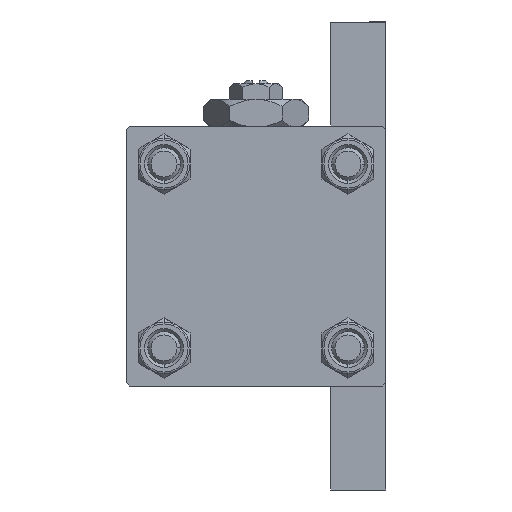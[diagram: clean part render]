
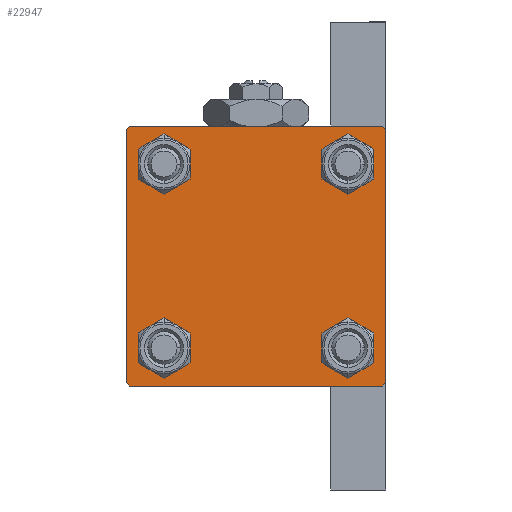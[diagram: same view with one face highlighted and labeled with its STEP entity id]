
A CAD part, left-side view. The second image highlights one B-rep face of the part: STEP entity #22947.
In plain terms, the highlighted planar face has unit normal (-1, 0, 0).
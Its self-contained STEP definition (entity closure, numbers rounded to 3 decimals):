
#68 = CARTESIAN_POINT ( 'NONE',  ( 0., 14.15, 11.15 ) ) ;
#191 = AXIS2_PLACEMENT_3D ( 'NONE', #22425, #45671, #45425 ) ;
#531 = CARTESIAN_POINT ( 'NONE',  ( 0., 20., 19.5 ) ) ;
#1252 = DIRECTION ( 'NONE',  ( 0., -0.707, -0.707 ) ) ;
#1463 = CARTESIAN_POINT ( 'NONE',  ( 0., -14.15, -14.15 ) ) ;
#1763 = VECTOR ( 'NONE', #3340, 1000. ) ;
#2386 = ORIENTED_EDGE ( 'NONE', *, *, #34223, .T. ) ;
#2625 = CIRCLE ( 'NONE', #191, 3. ) ;
#2844 = LINE ( 'NONE', #29814, #1763 ) ;
#3123 = VERTEX_POINT ( 'NONE', #531 ) ;
#3340 = DIRECTION ( 'NONE',  ( 0., -0.707, 0.707 ) ) ;
#3547 = DIRECTION ( 'NONE',  ( 0., 0.707, 0.707 ) ) ;
#5214 = CIRCLE ( 'NONE', #39516, 3. ) ;
#5221 = CARTESIAN_POINT ( 'NONE',  ( 0., 0., 0. ) ) ;
#5629 = DIRECTION ( 'NONE',  ( 0., 0., 1. ) ) ;
#5711 = CARTESIAN_POINT ( 'NONE',  ( 0., 14.15, 17.15 ) ) ;
#5774 = DIRECTION ( 'NONE',  ( 0., 0.707, -0.707 ) ) ;
#6187 = EDGE_CURVE ( 'NONE', #42038, #3123, #24494, .T. ) ;
#6221 = ORIENTED_EDGE ( 'NONE', *, *, #40813, .F. ) ;
#6531 = DIRECTION ( 'NONE',  ( 1., 0., 0. ) ) ;
#7594 = CARTESIAN_POINT ( 'NONE',  ( 0., 14.15, -17.15 ) ) ;
#7662 = EDGE_CURVE ( 'NONE', #14747, #41953, #2625, .T. ) ;
#8060 = ORIENTED_EDGE ( 'NONE', *, *, #31283, .T. ) ;
#8605 = EDGE_LOOP ( 'NONE', ( #13134, #20614 ) ) ;
#8768 = LINE ( 'NONE', #23977, #43325 ) ;
#8976 = DIRECTION ( 'NONE',  ( 0., 0., 1. ) ) ;
#8985 = DIRECTION ( 'NONE',  ( 0., 0., 1. ) ) ;
#9205 = CIRCLE ( 'NONE', #27562, 3. ) ;
#9345 = VERTEX_POINT ( 'NONE', #41475 ) ;
#9993 = DIRECTION ( 'NONE',  ( 0., 0., 1. ) ) ;
#10050 = CARTESIAN_POINT ( 'NONE',  ( 0., -14.15, 11.15 ) ) ;
#10415 = DIRECTION ( 'NONE',  ( 0., 0., 1. ) ) ;
#10686 = EDGE_CURVE ( 'NONE', #42038, #26996, #18508, .T. ) ;
#12456 = DIRECTION ( 'NONE',  ( 1., 0., 0. ) ) ;
#12859 = EDGE_LOOP ( 'NONE', ( #46069, #44740, #46478, #16294, #6221, #33308, #14555, #27808 ) ) ;
#13120 = DIRECTION ( 'NONE',  ( 1., 0., 0. ) ) ;
#13134 = ORIENTED_EDGE ( 'NONE', *, *, #44268, .T. ) ;
#13441 = LINE ( 'NONE', #18160, #37203 ) ;
#13458 = FACE_BOUND ( 'NONE', #8605, .T. ) ;
#13557 = ORIENTED_EDGE ( 'NONE', *, *, #7662, .T. ) ;
#13607 = CARTESIAN_POINT ( 'NONE',  ( 0., -14.15, -11.15 ) ) ;
#14213 = DIRECTION ( 'NONE',  ( 1., 0., 0. ) ) ;
#14555 = ORIENTED_EDGE ( 'NONE', *, *, #10686, .F. ) ;
#14712 = CARTESIAN_POINT ( 'NONE',  ( 0., 14.15, 14.15 ) ) ;
#14747 = VERTEX_POINT ( 'NONE', #10050 ) ;
#14793 = DIRECTION ( 'NONE',  ( 1., 0., 0. ) ) ;
#14863 = EDGE_CURVE ( 'NONE', #23747, #40245, #5214, .T. ) ;
#14878 = VERTEX_POINT ( 'NONE', #18754 ) ;
#15632 = VERTEX_POINT ( 'NONE', #7594 ) ;
#15699 = DIRECTION ( 'NONE',  ( 1., 0., 0. ) ) ;
#16018 = CARTESIAN_POINT ( 'NONE',  ( 0., -19.75, 19.75 ) ) ;
#16294 = ORIENTED_EDGE ( 'NONE', *, *, #25898, .T. ) ;
#16711 = PLANE ( 'NONE',  #39781 ) ;
#17450 = EDGE_CURVE ( 'NONE', #29860, #33035, #13441, .T. ) ;
#17464 = CIRCLE ( 'NONE', #41388, 3. ) ;
#18160 = CARTESIAN_POINT ( 'NONE',  ( 0., 20., -20. ) ) ;
#18161 = EDGE_CURVE ( 'NONE', #47746, #33273, #38111, .T. ) ;
#18508 = LINE ( 'NONE', #41003, #19448 ) ;
#18539 = DIRECTION ( 'NONE',  ( 0., 0., -1. ) ) ;
#18754 = CARTESIAN_POINT ( 'NONE',  ( 0., 20., -19.5 ) ) ;
#18785 = CARTESIAN_POINT ( 'NONE',  ( 0., 14.15, -14.15 ) ) ;
#19200 = CARTESIAN_POINT ( 'NONE',  ( 0., 14.15, -11.15 ) ) ;
#19448 = VECTOR ( 'NONE', #40759, 1000. ) ;
#19586 = EDGE_CURVE ( 'NONE', #3123, #14878, #35435, .T. ) ;
#20215 = FACE_BOUND ( 'NONE', #45379, .T. ) ;
#20272 = ORIENTED_EDGE ( 'NONE', *, *, #14863, .T. ) ;
#20614 = ORIENTED_EDGE ( 'NONE', *, *, #49018, .T. ) ;
#20634 = AXIS2_PLACEMENT_3D ( 'NONE', #48382, #20909, #10415 ) ;
#20909 = DIRECTION ( 'NONE',  ( 1., 0., 0. ) ) ;
#21105 = EDGE_LOOP ( 'NONE', ( #32949, #13557 ) ) ;
#22425 = CARTESIAN_POINT ( 'NONE',  ( 0., -14.15, 14.15 ) ) ;
#22672 = CARTESIAN_POINT ( 'NONE',  ( 0., 19.5, 20. ) ) ;
#22947 = ADVANCED_FACE ( 'NONE', ( #39441, #47685, #13458, #20215, #35450 ), #16711, .T. ) ;
#23192 = DIRECTION ( 'NONE',  ( 0., 0., 1. ) ) ;
#23747 = VERTEX_POINT ( 'NONE', #68 ) ;
#23977 = CARTESIAN_POINT ( 'NONE',  ( 0., 19.75, -19.75 ) ) ;
#24494 = LINE ( 'NONE', #46998, #28077 ) ;
#25511 = CARTESIAN_POINT ( 'NONE',  ( 0., 14.15, 14.15 ) ) ;
#25898 = EDGE_CURVE ( 'NONE', #33035, #9345, #2844, .T. ) ;
#26520 = LINE ( 'NONE', #16018, #44335 ) ;
#26996 = VERTEX_POINT ( 'NONE', #48945 ) ;
#27562 = AXIS2_PLACEMENT_3D ( 'NONE', #14712, #15699, #23192 ) ;
#27808 = ORIENTED_EDGE ( 'NONE', *, *, #6187, .T. ) ;
#28077 = VECTOR ( 'NONE', #5774, 1000. ) ;
#28936 = AXIS2_PLACEMENT_3D ( 'NONE', #47349, #13120, #5629 ) ;
#28956 = CARTESIAN_POINT ( 'NONE',  ( 0., -20., 19.5 ) ) ;
#29814 = CARTESIAN_POINT ( 'NONE',  ( 0., -19.75, -19.75 ) ) ;
#29860 = VERTEX_POINT ( 'NONE', #32823 ) ;
#30009 = VERTEX_POINT ( 'NONE', #28956 ) ;
#30280 = CARTESIAN_POINT ( 'NONE',  ( 0., -20., 20. ) ) ;
#30700 = DIRECTION ( 'NONE',  ( 0., 0., -1. ) ) ;
#31283 = EDGE_CURVE ( 'NONE', #33273, #47746, #37703, .T. ) ;
#31908 = EDGE_CURVE ( 'NONE', #14878, #29860, #8768, .T. ) ;
#31986 = AXIS2_PLACEMENT_3D ( 'NONE', #18785, #14793, #33542 ) ;
#32041 = VERTEX_POINT ( 'NONE', #19200 ) ;
#32823 = CARTESIAN_POINT ( 'NONE',  ( 0., 19.5, -20. ) ) ;
#32949 = ORIENTED_EDGE ( 'NONE', *, *, #44863, .T. ) ;
#33035 = VERTEX_POINT ( 'NONE', #36710 ) ;
#33273 = VERTEX_POINT ( 'NONE', #13607 ) ;
#33308 = ORIENTED_EDGE ( 'NONE', *, *, #34780, .T. ) ;
#33511 = DIRECTION ( 'NONE',  ( 0., 0., 1. ) ) ;
#33542 = DIRECTION ( 'NONE',  ( 0., 0., 1. ) ) ;
#34223 = EDGE_CURVE ( 'NONE', #40245, #23747, #9205, .T. ) ;
#34780 = EDGE_CURVE ( 'NONE', #30009, #26996, #26520, .T. ) ;
#34904 = VECTOR ( 'NONE', #30700, 1000. ) ;
#34946 = CARTESIAN_POINT ( 'NONE',  ( 0., 20., 20. ) ) ;
#35156 = CARTESIAN_POINT ( 'NONE',  ( 0., -14.15, 17.15 ) ) ;
#35435 = LINE ( 'NONE', #34946, #34904 ) ;
#35450 = FACE_OUTER_BOUND ( 'NONE', #12859, .T. ) ;
#36190 = DIRECTION ( 'NONE',  ( -1., 0., 0. ) ) ;
#36667 = DIRECTION ( 'NONE',  ( 0., -1., 0. ) ) ;
#36710 = CARTESIAN_POINT ( 'NONE',  ( 0., -19.5, -20. ) ) ;
#36814 = EDGE_LOOP ( 'NONE', ( #8060, #41249 ) ) ;
#37203 = VECTOR ( 'NONE', #36667, 1000. ) ;
#37567 = CIRCLE ( 'NONE', #31986, 3. ) ;
#37703 = CIRCLE ( 'NONE', #28936, 3. ) ;
#38111 = CIRCLE ( 'NONE', #44501, 3. ) ;
#38627 = CARTESIAN_POINT ( 'NONE',  ( 0., -14.15, -17.15 ) ) ;
#39441 = FACE_BOUND ( 'NONE', #21105, .T. ) ;
#39516 = AXIS2_PLACEMENT_3D ( 'NONE', #25511, #6531, #33511 ) ;
#39781 = AXIS2_PLACEMENT_3D ( 'NONE', #5221, #36190, #8985 ) ;
#40245 = VERTEX_POINT ( 'NONE', #5711 ) ;
#40759 = DIRECTION ( 'NONE',  ( 0., -1., 0. ) ) ;
#40813 = EDGE_CURVE ( 'NONE', #30009, #9345, #48539, .T. ) ;
#41003 = CARTESIAN_POINT ( 'NONE',  ( 0., 20., 20. ) ) ;
#41249 = ORIENTED_EDGE ( 'NONE', *, *, #18161, .T. ) ;
#41388 = AXIS2_PLACEMENT_3D ( 'NONE', #48447, #14213, #9993 ) ;
#41475 = CARTESIAN_POINT ( 'NONE',  ( 0., -20., -19.5 ) ) ;
#41953 = VERTEX_POINT ( 'NONE', #35156 ) ;
#42038 = VERTEX_POINT ( 'NONE', #22672 ) ;
#43325 = VECTOR ( 'NONE', #1252, 1000. ) ;
#43756 = CIRCLE ( 'NONE', #20634, 3. ) ;
#44268 = EDGE_CURVE ( 'NONE', #32041, #15632, #43756, .T. ) ;
#44335 = VECTOR ( 'NONE', #3547, 1000. ) ;
#44501 = AXIS2_PLACEMENT_3D ( 'NONE', #1463, #12456, #8976 ) ;
#44740 = ORIENTED_EDGE ( 'NONE', *, *, #31908, .T. ) ;
#44863 = EDGE_CURVE ( 'NONE', #41953, #14747, #17464, .T. ) ;
#45379 = EDGE_LOOP ( 'NONE', ( #2386, #20272 ) ) ;
#45425 = DIRECTION ( 'NONE',  ( 0., 0., 1. ) ) ;
#45671 = DIRECTION ( 'NONE',  ( 1., 0., 0. ) ) ;
#46069 = ORIENTED_EDGE ( 'NONE', *, *, #19586, .T. ) ;
#46478 = ORIENTED_EDGE ( 'NONE', *, *, #17450, .T. ) ;
#46851 = VECTOR ( 'NONE', #18539, 1000. ) ;
#46998 = CARTESIAN_POINT ( 'NONE',  ( 0., 19.75, 19.75 ) ) ;
#47349 = CARTESIAN_POINT ( 'NONE',  ( 0., -14.15, -14.15 ) ) ;
#47685 = FACE_BOUND ( 'NONE', #36814, .T. ) ;
#47746 = VERTEX_POINT ( 'NONE', #38627 ) ;
#48382 = CARTESIAN_POINT ( 'NONE',  ( 0., 14.15, -14.15 ) ) ;
#48447 = CARTESIAN_POINT ( 'NONE',  ( 0., -14.15, 14.15 ) ) ;
#48539 = LINE ( 'NONE', #30280, #46851 ) ;
#48945 = CARTESIAN_POINT ( 'NONE',  ( 0., -19.5, 20. ) ) ;
#49018 = EDGE_CURVE ( 'NONE', #15632, #32041, #37567, .T. ) ;
